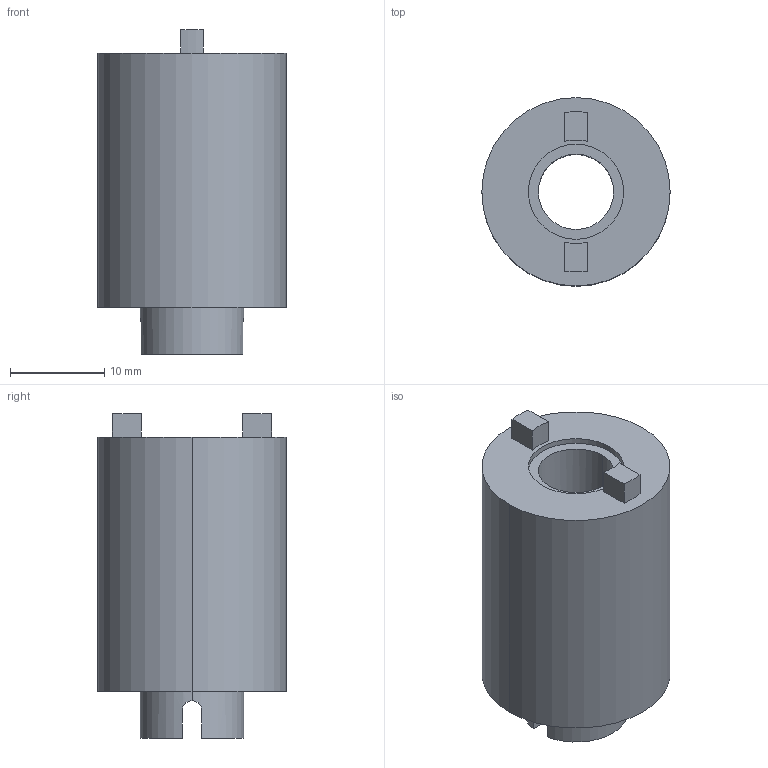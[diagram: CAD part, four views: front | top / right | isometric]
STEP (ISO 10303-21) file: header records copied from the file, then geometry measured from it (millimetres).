
FILE_DESCRIPTION (( 'STEP AP203' ), '1' );
FILE_NAME ('OPL1.2Rmodel.STEP', '2015-04-14T08:05:07', ( ' ' ), ( '' ), 'SwSTEP 2.0', 'SolidWorks 2009', '' );
FILE_SCHEMA (( 'CONFIG_CONTROL_DESIGN' ));
Length unit declared in the file: millimetre
Products named in the file (1): OPL1.2Rmodel
Bounding box: 20 x 20 x 34.5 mm (x, y, z)
Volume: 7343.3 mm3; surface area: 3249.7 mm2
Topology: 1 solids, 1 shells, 29 faces, 72 edges, 48 vertices
Faces by surface type: plane 15, cylinder 14
Entity records: 1007 total; most frequent: CARTESIAN_POINT 222, DIRECTION 148, ORIENTED_EDGE 144, EDGE_CURVE 72, AXIS2_PLACEMENT_3D 54, VERTEX_POINT 48, VECTOR 40, LINE 40
